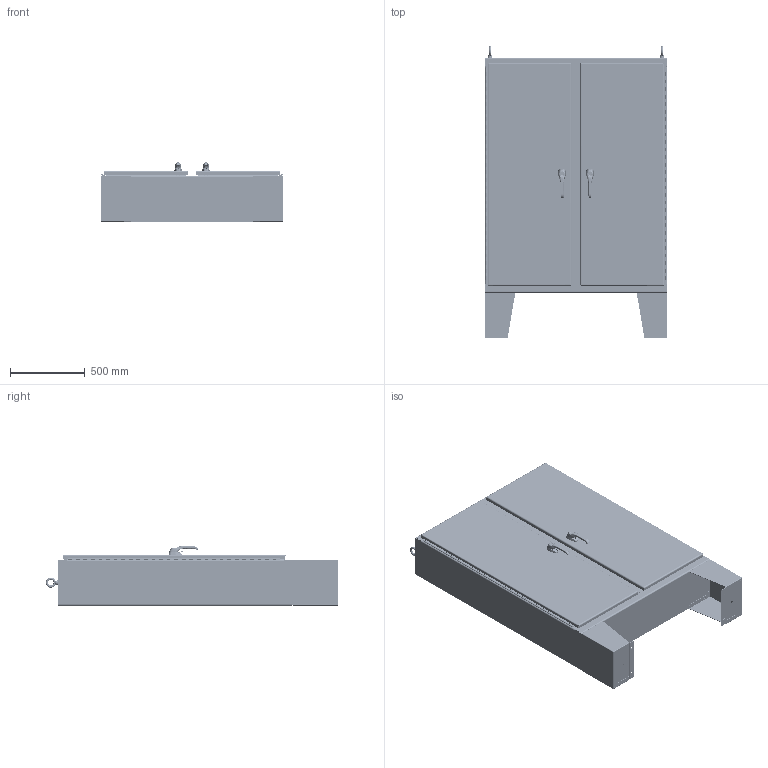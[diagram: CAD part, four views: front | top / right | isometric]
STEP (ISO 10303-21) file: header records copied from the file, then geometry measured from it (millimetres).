
FILE_DESCRIPTION(/* description */ ('ENCL,NEMA4X,316 SS,2D,FM,62X48X12,3PT'),/* implementation_level */ '2;1');
FILE_NAME(/* name */ 'SSN4D6248123PTA.stp',/* time_stamp */ '2019-01-11T08:20:33-06:00',/* author */ ('kadelman'),/* organization */ (''),/* preprocessor_version */ 'ST-DEVELOPER v16.13',/* originating_system */ 'Autodesk Inventor 2018',/* authorisation */ '');
FILE_SCHEMA (('AUTOMOTIVE_DESIGN { 1 0 10303 214 3 1 1 }'));
Products named in the file (72): SSN4D6248123PTA; SSN4D6248123PTABLR; SSN4D48123PTATOP; SSN4D48123PTABTM; 38859; SSN4D123PTALEA; 349131; 316298; HFW3026; SSFK1212; SSFK1212LG; SSFK12B; HFW303138; HFW303137; HFW316407_COMPRESSED; 30221; SSN4D623PTAMLR; SSN4D623PTARML; 32871; 32871_1; 32871T; 32871L; 32871P; SSN4D62483PTARDRASSM; SSN4D62483PTARDR; SSN4D62483PTALDRASSM; SSN4D62483PTALDR; SS_CHUTE_BOLT_GUIDE_WITH_PEMS_ASSM_TOP; SS_CHUTE_BOLT_GUIDE_WITH_PEMS_ASSM_BTM; HFW303130; HFW303130-PLATE; HFW314245; HFW31234; 34930; HFW31235; HFW369101; SS_LARGE_DOOR_ROD_ASSM-37026; HFW31712; 1091-903_AF0; 1091-903_AF0_1 ...
Assembly tree (124 placements, depth 6):
  SSN4D6248123PTA
    SSN4D6248123PTABLR
    SSN4D48123PTATOP
    SSN4D48123PTABTM
    38859  x8
    SSN4D123PTALEA  x2
    349131  x2
    316298  x2
    HFW3026  x2
    38846  x2
    SSFK1212  x2
      SSFK1212LG
      SSFK12B
    HFW303138  x2
    HFW303137  x2
    HFW316407_COMPRESSED  x2
    30221  x8
    SSN4D623PTAMLR
    SSN4D623PTARML
    32871
      32871T
      32871L
      32871P
    32871_1
      32871T
      32871L
      32871P
    SSN4D62483PTARDRASSM
      SSN4D62483PTARDR
      SS_LARGE_DOOR_ROD_ASSM-37026
        HFW31712
          1091-903_AF0
            1091-903_AF0_1
            1091-903_AF0_2
          PLASTIC-ROLLER-CAM_AF0_ASM
            PLASTIC-ROLLER-CAM_AF1
            7379-M6-8X25_AF0
            LOCK-NUT_AF0
          SUPPORT-ROLL_AF0
          1091-BR11_AF0
        37026  x2
        ANSI B18.6.3 - 3/8-16 UNC - 1.75  x2
        HFW3762  x4
        31230  x2
        3862  x2
      HFW32436_ASSM
        1091-73
        1091-B11_ASM
          1091-74-03
          1091-74-01
        1091-75
        DIN3771_16X2_5
        2100-11
        1091-76
        D125B_10_5
        DIN985_M10
        1000-277-01  x2
        1000-02
        1225-05
        SPACER
Bounding box: 1222.38 x 1962.07 x 397.28 mm (x, y, z)
Volume: 22268032.9 mm3; surface area: 15965889.2 mm2
Topology: 168 solids, 168 shells, 7738 faces, 19104 edges, 11742 vertices
Faces by surface type: plane 3464, cylinder 2570, bspline 522, torus 520, cone 472, sphere 190
Full cylindrical faces by diameter (mm): 2.5 x2, 3 x2, 3.1 x4, 3.15 x2, 3.452 x8, 3.5 x2, 3.551 x40, 3.9 x2, 3.969 x8, 4.166 x64, 4.2 x4, 4.5 x4, 4.762 x8, 5 x6, 5.099 x8, 5.4 x6, 5.69 x8, 6 x6, 6.02 x8, 6.128 x4, 6.172 x4, 6.337 x12, 6.35 x30, 6.41 x4, 6.655 x32, 6.756 x8, 7.137 x6, 7.144 x4, 7.938 x4, 8 x4
Entity records: 126422 total; most frequent: CARTESIAN_POINT 54091, DIRECTION 14742, ORIENTED_EDGE 13902, EDGE_CURVE 6951, AXIS2_PLACEMENT_3D 5445, VERTEX_POINT 4369, LINE 3852, VECTOR 3852
